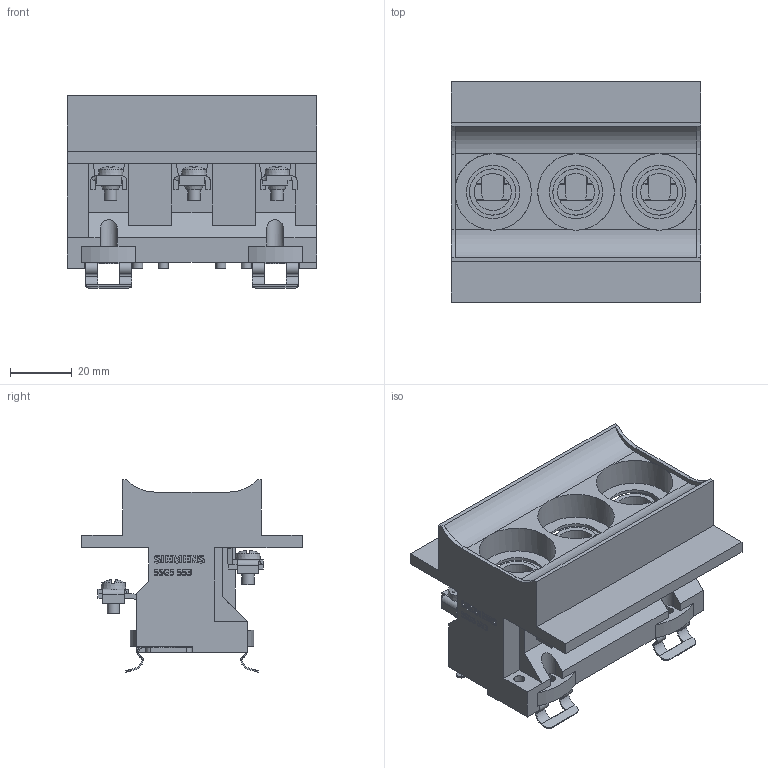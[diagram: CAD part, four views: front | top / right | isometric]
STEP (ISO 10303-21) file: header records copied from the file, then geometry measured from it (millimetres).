
FILE_DESCRIPTION(/* description */ (''),/* implementation_level */ '2;1');
FILE_NAME(/* name */ '5SG5553_3D_v.stp',/* time_stamp */ '2024-02-01T14:52:53+01:00',/* author */ (''),/* organization */ (''),/* preprocessor_version */ 'ST-DEVELOPER v18.101',/* originating_system */ 'SIEMENS PLM Software NX 2008',/* authorisation */ '');
FILE_SCHEMA (('AUTOMOTIVE_DESIGN { 1 0 10303 214 3 1 1 1 }'));
Length unit declared in the file: millimetre
Products named in the file (1): 5SG5553_3D_v
Bounding box: 80.8 x 71.5 x 62.45 mm (x, y, z)
Volume: 80380.8 mm3; surface area: 57775.5 mm2
Topology: 4 solids, 10 shells, 1297 faces, 3729 edges, 2458 vertices
Faces by surface type: plane 851, cylinder 341, cone 51, extrusion 30, bspline 12, sphere 12
Full cylindrical faces by diameter (mm): 3 x8, 3.5 x4, 4 x6, 4.5 x6, 5 x6, 5.5 x3, 6 x3, 12 x3, 15 x3, 17.3 x3, 24.8 x3
Entity records: 54013 total; most frequent: CARTESIAN_POINT 15195, ORIENTED_EDGE 7172, DIRECTION 6352, EDGE_CURVE 3586, VERTEX_POINT 2402, AXIS2_PLACEMENT_3D 2140, VECTOR 2072, LINE 2042
